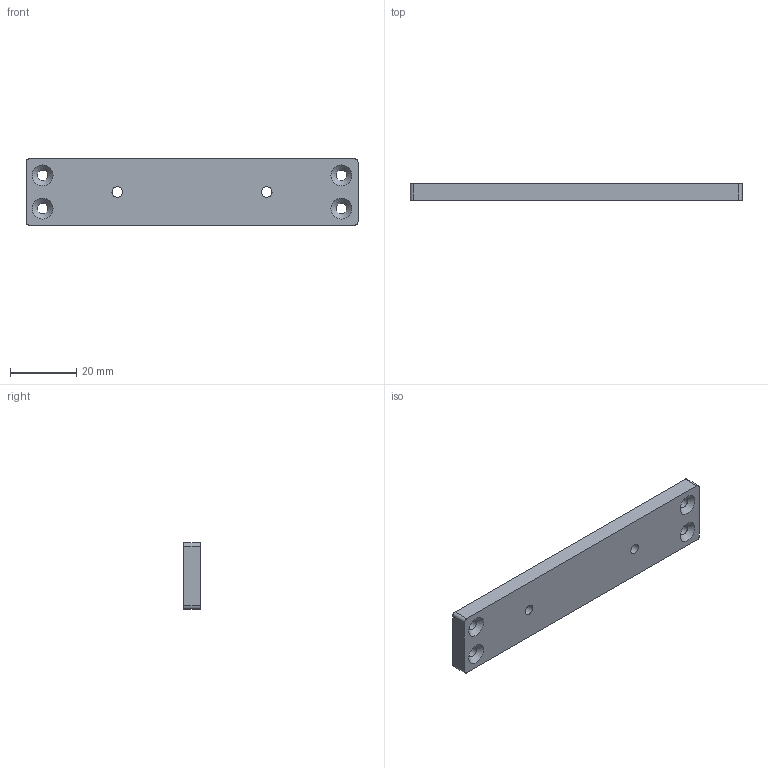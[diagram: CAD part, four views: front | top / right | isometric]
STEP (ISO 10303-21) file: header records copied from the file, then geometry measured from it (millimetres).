
FILE_DESCRIPTION(/* description */ ('Unknown'),/* implementation_level */ '2;1');
FILE_NAME(/* name */ 'Camera_rear_panel',/* time_stamp */ '2019-08-13T15:12:15+03:00',/* author */ ('Unknown'),/* organization */ ('Unknown'),/* preprocessor_version */ 'ST-DEVELOPER v16.7',/* originating_system */ 'DEX',/* authorisation */ $);
FILE_SCHEMA (('AUTOMOTIVE_DESIGN {1 0 10303 214 3 1 1}'));
Length unit declared in the file: millimetre
Products named in the file (1): Camera_rear_panel
Bounding box: 100 x 5 x 20 mm (x, y, z)
Volume: 9658.6 mm3; surface area: 5358.8 mm2
Topology: 1 solids, 1 shells, 22 faces, 60 edges, 40 vertices
Faces by surface type: cylinder 10, plane 6, cone 6
Full cylindrical faces by diameter (mm): 3.2 x6
Entity records: 652 total; most frequent: DIRECTION 114, CARTESIAN_POINT 99, ORIENTED_EDGE 84, AXIS2_PLACEMENT_3D 49, EDGE_LOOP 46, FACE_BOUND 46, EDGE_CURVE 42, VERTEX_POINT 34
